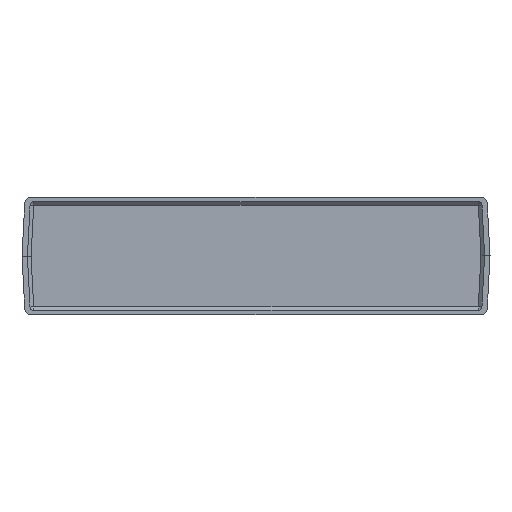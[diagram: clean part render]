
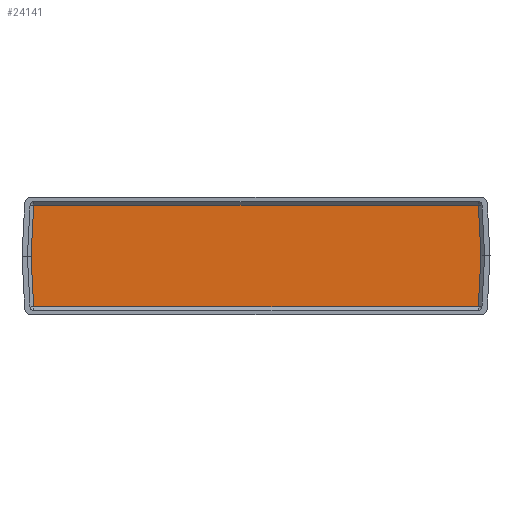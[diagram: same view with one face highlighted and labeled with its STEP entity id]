
A CAD part, front view. The second image highlights one B-rep face of the part: STEP entity #24141.
In plain terms, the highlighted planar face has unit normal (0, -1, 0).
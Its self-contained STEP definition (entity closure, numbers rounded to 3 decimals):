
#8210 = CARTESIAN_POINT ( 'NONE',  ( -102640.271, -46468.301, -89.672 ) ) ;
#8211 = AXIS2_PLACEMENT_3D ( 'NONE', #8210, #8219, #8212 ) ;
#8212 = DIRECTION ( 'NONE',  ( 0., 0., 1. ) ) ;
#8219 = DIRECTION ( 'NONE',  ( 0., 1., 0. ) ) ;
#8220 = PLANE ( 'NONE',  #8211 ) ;
#8255 = CARTESIAN_POINT ( 'NONE',  ( -102766.571, -46468.301, -59.672 ) ) ;
#8338 = DIRECTION ( 'NONE',  ( 0., 0., -1. ) ) ;
#8339 = DIRECTION ( 'NONE',  ( 0., 1., 0. ) ) ;
#8340 = AXIS2_PLACEMENT_3D ( 'NONE', #8350, #8339, #8338 ) ;
#8342 = CARTESIAN_POINT ( 'NONE',  ( -102513.471, -46468.301, -60.172 ) ) ;
#8347 = CIRCLE ( 'NONE', #8340, 0.5 ) ;
#8349 = CIRCLE ( 'NONE', #8390, 0.5 ) ;
#8350 = CARTESIAN_POINT ( 'NONE',  ( -102513.971, -46468.301, -119.172 ) ) ;
#8362 = DIRECTION ( 'NONE',  ( 0., 0., -1. ) ) ;
#8363 = DIRECTION ( 'NONE',  ( 0., 1., 0. ) ) ;
#8364 = CARTESIAN_POINT ( 'NONE',  ( -102766.571, -46468.301, -60.172 ) ) ;
#8365 = AXIS2_PLACEMENT_3D ( 'NONE', #8364, #8363, #8362 ) ;
#8371 = DIRECTION ( 'NONE',  ( 0., 0., -1. ) ) ;
#8372 = DIRECTION ( 'NONE',  ( 0., 1., 0. ) ) ;
#8373 = CARTESIAN_POINT ( 'NONE',  ( -102513.971, -46468.301, -60.172 ) ) ;
#8374 = AXIS2_PLACEMENT_3D ( 'NONE', #8373, #8372, #8371 ) ;
#8375 = CIRCLE ( 'NONE', #8365, 0.5 ) ;
#8377 = CARTESIAN_POINT ( 'NONE',  ( -102513.971, -46468.301, -119.672 ) ) ;
#8381 = DIRECTION ( 'NONE',  ( 0., 0., -1. ) ) ;
#8382 = DIRECTION ( 'NONE',  ( 0., 1., 0. ) ) ;
#8383 = CARTESIAN_POINT ( 'NONE',  ( -102766.571, -46468.301, -119.172 ) ) ;
#8384 = CARTESIAN_POINT ( 'NONE',  ( -102513.971, -46468.301, -59.672 ) ) ;
#8390 = AXIS2_PLACEMENT_3D ( 'NONE', #8383, #8382, #8381 ) ;
#8396 = CIRCLE ( 'NONE', #8374, 0.5 ) ;
#8422 = CARTESIAN_POINT ( 'NONE',  ( -102767.071, -46468.301, -60.172 ) ) ;
#8430 = LINE ( 'NONE', #8471, #8456 ) ;
#8456 = VECTOR ( 'NONE', #8470, 1000. ) ;
#8458 = FACE_OUTER_BOUND ( 'NONE', #24068, .T. ) ;
#8470 = DIRECTION ( 'NONE',  ( 0., 0., -1. ) ) ;
#8471 = CARTESIAN_POINT ( 'NONE',  ( -102513.471, -46468.301, -89.672 ) ) ;
#8472 = CARTESIAN_POINT ( 'NONE',  ( -102767.071, -46468.301, -119.172 ) ) ;
#8477 = CARTESIAN_POINT ( 'NONE',  ( -102766.571, -46468.301, -119.672 ) ) ;
#8478 = DIRECTION ( 'NONE',  ( 0., 0., 1. ) ) ;
#8479 = VECTOR ( 'NONE', #8478, 1000. ) ;
#8480 = CARTESIAN_POINT ( 'NONE',  ( -102767.071, -46468.301, -89.672 ) ) ;
#8481 = LINE ( 'NONE', #8480, #8479 ) ;
#8482 = DIRECTION ( 'NONE',  ( 1., 0., 0. ) ) ;
#8483 = VECTOR ( 'NONE', #8482, 1000. ) ;
#8484 = CARTESIAN_POINT ( 'NONE',  ( -102766.571, -46468.301, -59.672 ) ) ;
#8485 = LINE ( 'NONE', #8484, #8483 ) ;
#8511 = DIRECTION ( 'NONE',  ( -1., 0., 0. ) ) ;
#8512 = VECTOR ( 'NONE', #8511, 1000. ) ;
#8513 = CARTESIAN_POINT ( 'NONE',  ( -102513.971, -46468.301, -119.672 ) ) ;
#8514 = LINE ( 'NONE', #8513, #8512 ) ;
#8517 = CARTESIAN_POINT ( 'NONE',  ( -102513.471, -46468.301, -119.172 ) ) ;
#24025 = VERTEX_POINT ( 'NONE', #8255 ) ;
#24066 = ORIENTED_EDGE ( 'NONE', *, *, #24073, .F. ) ;
#24067 = ORIENTED_EDGE ( 'NONE', *, *, #24093, .F. ) ;
#24068 = EDGE_LOOP ( 'NONE', ( #24074, #24142, #24066, #24129, #24126, #24131, #24067, #24132 ) ) ;
#24073 = EDGE_CURVE ( 'NONE', #24145, #24096, #8347, .T. ) ;
#24074 = ORIENTED_EDGE ( 'NONE', *, *, #24082, .F. ) ;
#24082 = EDGE_CURVE ( 'NONE', #24133, #24134, #8349, .T. ) ;
#24083 = VERTEX_POINT ( 'NONE', #8384 ) ;
#24084 = VERTEX_POINT ( 'NONE', #8342 ) ;
#24091 = EDGE_CURVE ( 'NONE', #24083, #24084, #8396, .T. ) ;
#24093 = EDGE_CURVE ( 'NONE', #24101, #24025, #8375, .T. ) ;
#24096 = VERTEX_POINT ( 'NONE', #8377 ) ;
#24101 = VERTEX_POINT ( 'NONE', #8422 ) ;
#24125 = EDGE_CURVE ( 'NONE', #24025, #24083, #8485, .T. ) ;
#24126 = ORIENTED_EDGE ( 'NONE', *, *, #24091, .F. ) ;
#24128 = EDGE_CURVE ( 'NONE', #24134, #24101, #8481, .T. ) ;
#24129 = ORIENTED_EDGE ( 'NONE', *, *, #24139, .F. ) ;
#24131 = ORIENTED_EDGE ( 'NONE', *, *, #24125, .F. ) ;
#24132 = ORIENTED_EDGE ( 'NONE', *, *, #24128, .F. ) ;
#24133 = VERTEX_POINT ( 'NONE', #8477 ) ;
#24134 = VERTEX_POINT ( 'NONE', #8472 ) ;
#24139 = EDGE_CURVE ( 'NONE', #24084, #24145, #8430, .T. ) ;
#24141 = ADVANCED_FACE ( 'NONE', ( #8458 ), #8220, .F. ) ;
#24142 = ORIENTED_EDGE ( 'NONE', *, *, #24143, .F. ) ;
#24143 = EDGE_CURVE ( 'NONE', #24096, #24133, #8514, .T. ) ;
#24145 = VERTEX_POINT ( 'NONE', #8517 ) ;
